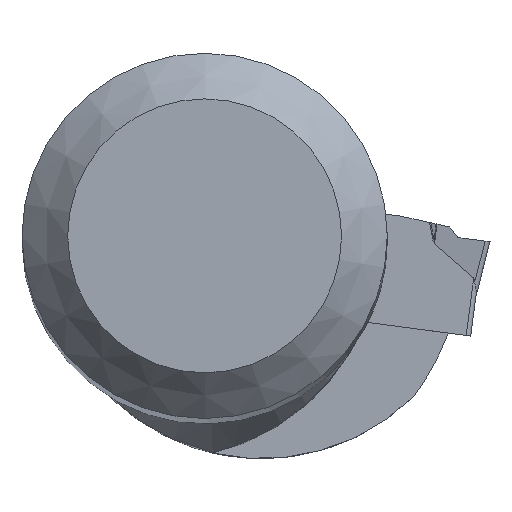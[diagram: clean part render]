
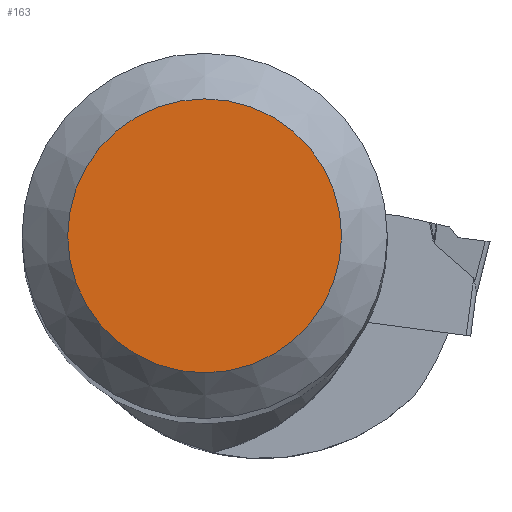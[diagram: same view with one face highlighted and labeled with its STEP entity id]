
A CAD part, top view. The second image highlights one B-rep face of the part: STEP entity #163.
In plain terms, the highlighted planar face has unit normal (0, 0, 1).
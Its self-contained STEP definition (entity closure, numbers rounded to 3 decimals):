
#163=ADVANCED_FACE('',(#274),#237,.F.);
#237=PLANE('',#1610);
#274=FACE_OUTER_BOUND('',#351,.T.);
#351=EDGE_LOOP('',(#713));
#645=CIRCLE('',#1609,6.);
#713=ORIENTED_EDGE('',*,*,#1260,.T.);
#1114=VERTEX_POINT('',#2129);
#1260=EDGE_CURVE('',#1114,#1114,#645,.T.);
#1609=AXIS2_PLACEMENT_3D('',#2128,#1743,#1744);
#1610=AXIS2_PLACEMENT_3D('',#2130,#1745,#1746);
#1743=DIRECTION('',(0.,0.,1.));
#1744=DIRECTION('',(0.,1.,0.));
#1745=DIRECTION('',(0.,0.,-1.));
#1746=DIRECTION('',(0.,1.,0.));
#2128=CARTESIAN_POINT('',(0.,0.,0.));
#2129=CARTESIAN_POINT('',(0.,6.,0.));
#2130=CARTESIAN_POINT('',(0.,0.,0.));
